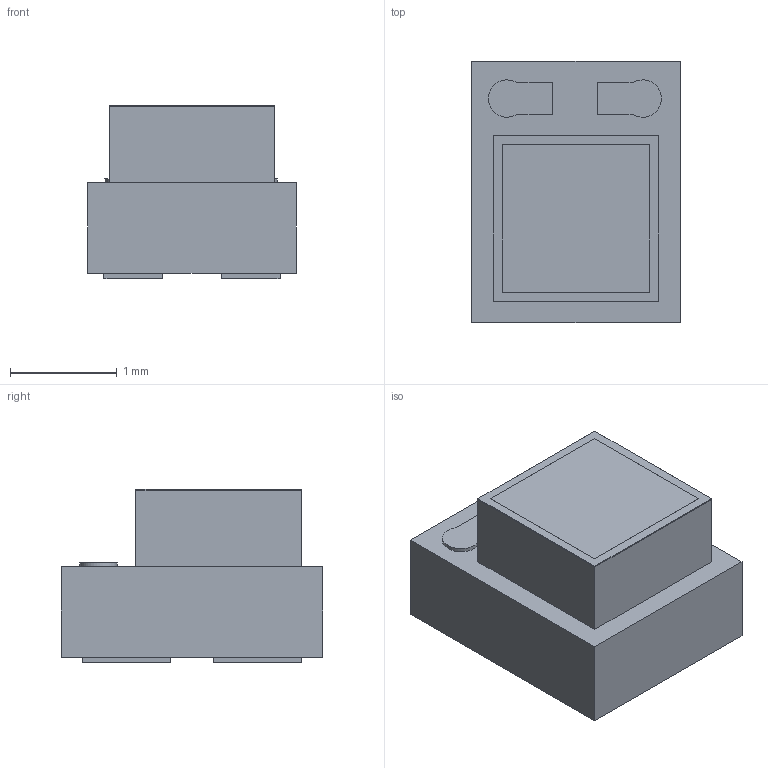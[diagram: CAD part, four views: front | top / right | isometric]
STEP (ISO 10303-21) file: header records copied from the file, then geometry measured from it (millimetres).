
FILE_DESCRIPTION(/* description */ (''),/* implementation_level */ '2;1');
FILE_NAME(/* name */ 'KETEK_PM1150_Part1.stp',/* time_stamp */ '2015-03-12T13:30:16+01:00',/* author */ ('admchouv'),/* organization */ (''),/* preprocessor_version */ 'ST-DEVELOPER v15.5',/* originating_system */ 'AutoCAD Mechanical',/* authorisation */ '');
FILE_SCHEMA (('AUTOMOTIVE_DESIGN { 1 0 10303 214 3 1 1 }'));
Length unit declared in the file: millimetre
Products named in the file (1): Product
Bounding box: 1.95 x 2.45 x 1.62 mm (x, y, z)
Volume: 5.9 mm3; surface area: 36.3 mm2
Topology: 10 solids, 10 shells, 64 faces, 133 edges, 89 vertices
Faces by surface type: plane 62, cylinder 2
Entity records: 1725 total; most frequent: CARTESIAN_POINT 290, DIRECTION 266, ORIENTED_EDGE 264, EDGE_CURVE 132, LINE 128, VECTOR 128, VERTEX_POINT 88, AXIS2_PLACEMENT_3D 69
